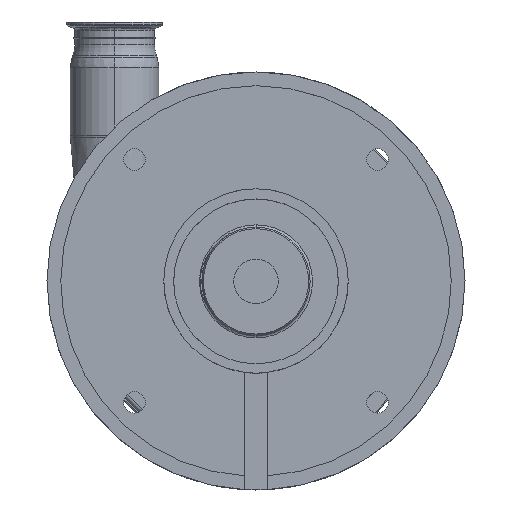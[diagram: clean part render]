
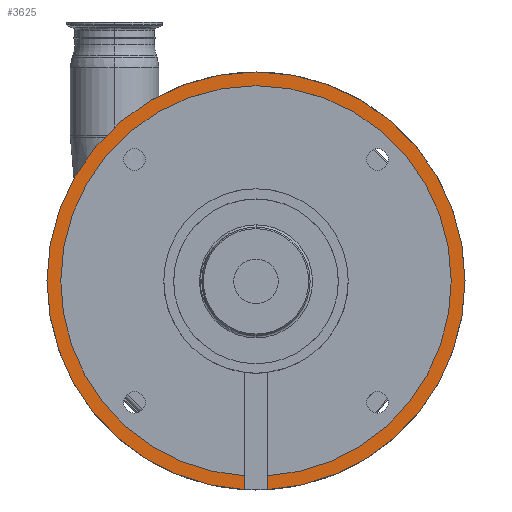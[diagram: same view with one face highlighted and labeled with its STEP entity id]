
A CAD part, top view. The second image highlights one B-rep face of the part: STEP entity #3625.
In plain terms, the highlighted planar face has unit normal (0, 0, 1).
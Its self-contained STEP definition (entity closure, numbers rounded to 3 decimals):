
#277 = CARTESIAN_POINT ( 'NONE',  ( -9.525, -158.514, 10. ) ) ;
#320 = EDGE_CURVE ( 'NONE', #5667, #14214, #15101, .T. ) ;
#459 = AXIS2_PLACEMENT_3D ( 'NONE', #15403, #9536, #7880 ) ;
#780 = CARTESIAN_POINT ( 'NONE',  ( -9.525, -74.393, 10. ) ) ;
#957 = EDGE_CURVE ( 'NONE', #14214, #1543, #1268, .T. ) ;
#1150 = EDGE_CURVE ( 'NONE', #1639, #1543, #3910, .T. ) ;
#1268 = LINE ( 'NONE', #5916, #5761 ) ;
#1543 = VERTEX_POINT ( 'NONE', #2236 ) ;
#1639 = VERTEX_POINT ( 'NONE', #16857 ) ;
#1682 = CIRCLE ( 'NONE', #459, 158.8 ) ;
#1739 = DIRECTION ( 'NONE',  ( 0., 0., -1. ) ) ;
#1933 = CARTESIAN_POINT ( 'NONE',  ( 0., 0., 10. ) ) ;
#2131 = DIRECTION ( 'NONE',  ( 0., 0., -1. ) ) ;
#2236 = CARTESIAN_POINT ( 'NONE',  ( 9.525, -158.514, 10. ) ) ;
#2443 = AXIS2_PLACEMENT_3D ( 'NONE', #11421, #2601, #7083 ) ;
#2601 = DIRECTION ( 'NONE',  ( 0., 0., -1. ) ) ;
#2747 = EDGE_LOOP ( 'NONE', ( #6562, #11836, #15317, #15809, #13789, #2981, #5346, #18836 ) ) ;
#2981 = ORIENTED_EDGE ( 'NONE', *, *, #5081, .F. ) ;
#3010 = DIRECTION ( 'NONE',  ( 0., 1., 0. ) ) ;
#3061 = EDGE_CURVE ( 'NONE', #19037, #14138, #9978, .T. ) ;
#3589 = CARTESIAN_POINT ( 'NONE',  ( 0., 0., 10. ) ) ;
#3625 = ADVANCED_FACE ( 'NONE', ( #11615 ), #15863, .F. ) ;
#3910 = CIRCLE ( 'NONE', #15353, 158.8 ) ;
#4136 = DIRECTION ( 'NONE',  ( 0., 0., -1. ) ) ;
#4623 = CARTESIAN_POINT ( 'NONE',  ( 0., 0., 10. ) ) ;
#4843 = VERTEX_POINT ( 'NONE', #9048 ) ;
#5081 = EDGE_CURVE ( 'NONE', #17059, #5667, #12057, .T. ) ;
#5221 = DIRECTION ( 'NONE',  ( -1., 0., 0. ) ) ;
#5346 = ORIENTED_EDGE ( 'NONE', *, *, #6523, .F. ) ;
#5667 = VERTEX_POINT ( 'NONE', #10488 ) ;
#5761 = VECTOR ( 'NONE', #3010, 1000. ) ;
#5916 = CARTESIAN_POINT ( 'NONE',  ( 9.525, -74.393, 10. ) ) ;
#5927 = CARTESIAN_POINT ( 'NONE',  ( -9.525, -169.733, 10. ) ) ;
#6270 = DIRECTION ( 'NONE',  ( -1., 0., 0. ) ) ;
#6523 = EDGE_CURVE ( 'NONE', #14138, #17059, #13448, .T. ) ;
#6562 = ORIENTED_EDGE ( 'NONE', *, *, #15018, .T. ) ;
#6879 = DIRECTION ( 'NONE',  ( 0., -1., 0. ) ) ;
#7083 = DIRECTION ( 'NONE',  ( -1., 0., 0. ) ) ;
#7656 = CARTESIAN_POINT ( 'NONE',  ( 0., 0., 10. ) ) ;
#7880 = DIRECTION ( 'NONE',  ( -1., 0., 0. ) ) ;
#8361 = CARTESIAN_POINT ( 'NONE',  ( -170., 0., 10. ) ) ;
#9048 = CARTESIAN_POINT ( 'NONE',  ( -158.8, 0., 10. ) ) ;
#9301 = AXIS2_PLACEMENT_3D ( 'NONE', #13038, #4136, #9961 ) ;
#9484 = CIRCLE ( 'NONE', #11931, 158.8 ) ;
#9536 = DIRECTION ( 'NONE',  ( 0., 0., -1. ) ) ;
#9961 = DIRECTION ( 'NONE',  ( -1., 0., 0. ) ) ;
#9978 = LINE ( 'NONE', #780, #14249 ) ;
#10488 = CARTESIAN_POINT ( 'NONE',  ( 170., 0., 10. ) ) ;
#10630 = DIRECTION ( 'NONE',  ( -1., 0., 0. ) ) ;
#11421 = CARTESIAN_POINT ( 'NONE',  ( 0., 170., 10. ) ) ;
#11545 = CARTESIAN_POINT ( 'NONE',  ( 9.525, -169.733, 10. ) ) ;
#11615 = FACE_OUTER_BOUND ( 'NONE', #2747, .T. ) ;
#11836 = ORIENTED_EDGE ( 'NONE', *, *, #14310, .T. ) ;
#11931 = AXIS2_PLACEMENT_3D ( 'NONE', #4623, #17955, #6270 ) ;
#12057 = CIRCLE ( 'NONE', #9301, 170. ) ;
#13038 = CARTESIAN_POINT ( 'NONE',  ( 0., 0., 10. ) ) ;
#13448 = CIRCLE ( 'NONE', #18391, 170. ) ;
#13789 = ORIENTED_EDGE ( 'NONE', *, *, #320, .F. ) ;
#14138 = VERTEX_POINT ( 'NONE', #5927 ) ;
#14214 = VERTEX_POINT ( 'NONE', #11545 ) ;
#14249 = VECTOR ( 'NONE', #6879, 1000. ) ;
#14310 = EDGE_CURVE ( 'NONE', #4843, #1639, #1682, .T. ) ;
#15018 = EDGE_CURVE ( 'NONE', #19037, #4843, #9484, .T. ) ;
#15101 = CIRCLE ( 'NONE', #19105, 170. ) ;
#15198 = DIRECTION ( 'NONE',  ( -1., 0., 0. ) ) ;
#15317 = ORIENTED_EDGE ( 'NONE', *, *, #1150, .T. ) ;
#15353 = AXIS2_PLACEMENT_3D ( 'NONE', #1933, #1739, #15198 ) ;
#15403 = CARTESIAN_POINT ( 'NONE',  ( 0., 0., 10. ) ) ;
#15809 = ORIENTED_EDGE ( 'NONE', *, *, #957, .F. ) ;
#15863 = PLANE ( 'NONE',  #2443 ) ;
#16341 = DIRECTION ( 'NONE',  ( 0., 0., -1. ) ) ;
#16857 = CARTESIAN_POINT ( 'NONE',  ( 158.8, 0., 10. ) ) ;
#17059 = VERTEX_POINT ( 'NONE', #8361 ) ;
#17955 = DIRECTION ( 'NONE',  ( 0., 0., -1. ) ) ;
#18391 = AXIS2_PLACEMENT_3D ( 'NONE', #3589, #2131, #5221 ) ;
#18836 = ORIENTED_EDGE ( 'NONE', *, *, #3061, .F. ) ;
#19037 = VERTEX_POINT ( 'NONE', #277 ) ;
#19105 = AXIS2_PLACEMENT_3D ( 'NONE', #7656, #16341, #10630 ) ;
